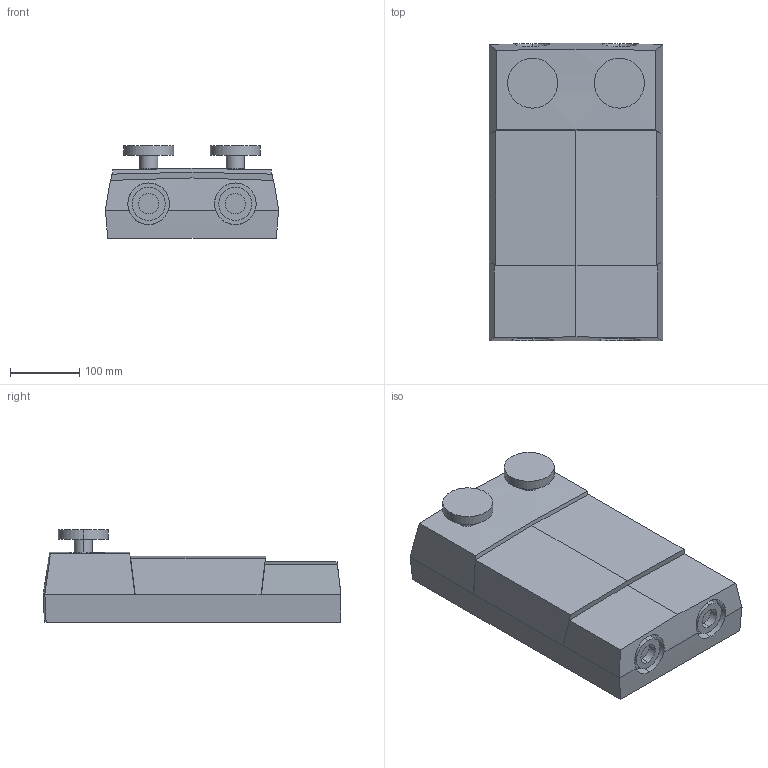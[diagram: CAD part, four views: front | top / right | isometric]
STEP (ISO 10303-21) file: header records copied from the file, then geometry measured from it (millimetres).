
FILE_DESCRIPTION (( 'STEP AP214' ), '1' );
FILE_NAME ('61202100 GDF211 DN25.STEP', '2025-09-10T04:50:54', ( '' ), ( '' ), 'SwSTEP 2.0', 'SolidWorks 2023', '' );
FILE_SCHEMA (( 'AUTOMOTIVE_DESIGN' ));
Length unit declared in the file: millimetre
Products named in the file (1): 61202100 GDF211 DN25
Bounding box: 250 x 429.43 x 133.5 mm (x, y, z)
Volume: 9631914.7 mm3; surface area: 436405.2 mm2
Topology: 1 solids, 1 shells, 119 faces, 293 edges, 192 vertices
Faces by surface type: cylinder 71, plane 46, torus 2
Entity records: 5554 total; most frequent: CARTESIAN_POINT 1393, DIRECTION 586, ORIENTED_EDGE 586, EDGE_CURVE 293, AXIS2_PLACEMENT_3D 219, VERTEX_POINT 192, VECTOR 148, LINE 148
